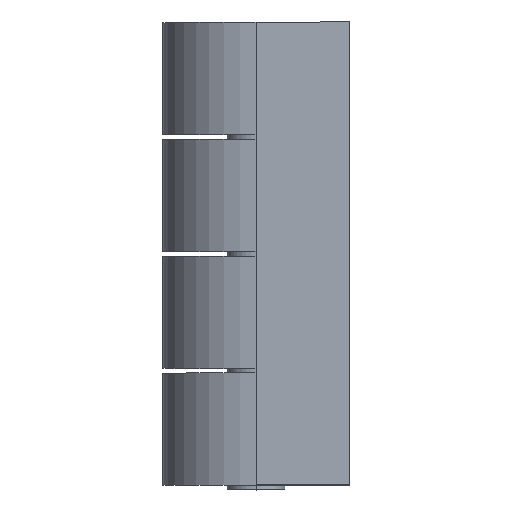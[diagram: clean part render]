
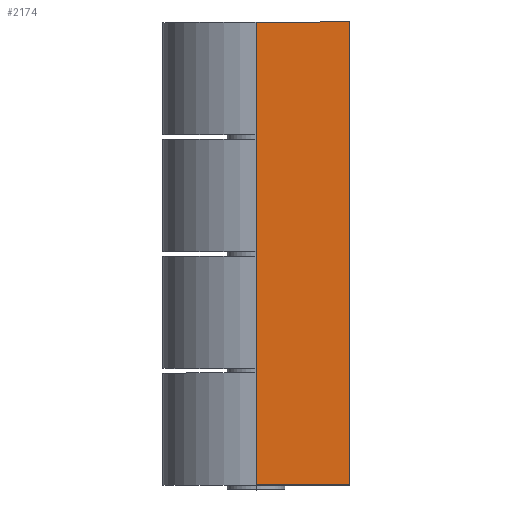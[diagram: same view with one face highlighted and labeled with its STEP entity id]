
A CAD part, top view. The second image highlights one B-rep face of the part: STEP entity #2174.
In plain terms, the highlighted planar face has unit normal (0, 0, 1).
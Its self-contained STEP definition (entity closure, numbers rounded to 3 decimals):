
#40 = EDGE_LOOP ( 'NONE', ( #1648, #1214, #2399, #564 ) ) ;
#76 = VECTOR ( 'NONE', #1823, 1000. ) ;
#95 = VERTEX_POINT ( 'NONE', #2809 ) ;
#98 = DIRECTION ( 'NONE',  ( 0., 1., 0. ) ) ;
#147 = DIRECTION ( 'NONE',  ( 0., -1., 0. ) ) ;
#199 = FACE_OUTER_BOUND ( 'NONE', #40, .T. ) ;
#326 = LINE ( 'NONE', #1168, #1336 ) ;
#334 = VERTEX_POINT ( 'NONE', #1277 ) ;
#564 = ORIENTED_EDGE ( 'NONE', *, *, #1329, .F. ) ;
#739 = DIRECTION ( 'NONE',  ( 1., 0., 0. ) ) ;
#821 = DIRECTION ( 'NONE',  ( 0., 0., -1. ) ) ;
#887 = CARTESIAN_POINT ( 'NONE',  ( -0.002, 10., 35.5 ) ) ;
#1168 = CARTESIAN_POINT ( 'NONE',  ( 0., 34.75, 35.5 ) ) ;
#1214 = ORIENTED_EDGE ( 'NONE', *, *, #1528, .T. ) ;
#1236 = EDGE_CURVE ( 'NONE', #334, #1793, #326, .T. ) ;
#1277 = CARTESIAN_POINT ( 'NONE',  ( 0., 10., 35.5 ) ) ;
#1329 = EDGE_CURVE ( 'NONE', #1793, #2551, #2712, .T. ) ;
#1336 = VECTOR ( 'NONE', #98, 1000. ) ;
#1486 = AXIS2_PLACEMENT_3D ( 'NONE', #2373, #821, #147 ) ;
#1528 = EDGE_CURVE ( 'NONE', #334, #95, #1954, .T. ) ;
#1576 = CARTESIAN_POINT ( 'NONE',  ( 0., 59.5, 35.5 ) ) ;
#1648 = ORIENTED_EDGE ( 'NONE', *, *, #1236, .F. ) ;
#1793 = VERTEX_POINT ( 'NONE', #1576 ) ;
#1823 = DIRECTION ( 'NONE',  ( 0., 1., 0. ) ) ;
#1879 = EDGE_CURVE ( 'NONE', #95, #2551, #2111, .T. ) ;
#1907 = DIRECTION ( 'NONE',  ( 1., 0., 0. ) ) ;
#1954 = LINE ( 'NONE', #887, #2397 ) ;
#2111 = LINE ( 'NONE', #2725, #76 ) ;
#2174 = ADVANCED_FACE ( 'NONE', ( #199 ), #2357, .F. ) ;
#2357 = PLANE ( 'NONE',  #1486 ) ;
#2373 = CARTESIAN_POINT ( 'NONE',  ( 10.2, 60.49, 35.5 ) ) ;
#2397 = VECTOR ( 'NONE', #1907, 1000. ) ;
#2399 = ORIENTED_EDGE ( 'NONE', *, *, #1879, .T. ) ;
#2488 = CARTESIAN_POINT ( 'NONE',  ( 10., 59.5, 35.5 ) ) ;
#2496 = CARTESIAN_POINT ( 'NONE',  ( 5., 59.5, 35.5 ) ) ;
#2551 = VERTEX_POINT ( 'NONE', #2488 ) ;
#2568 = VECTOR ( 'NONE', #739, 1000. ) ;
#2712 = LINE ( 'NONE', #2496, #2568 ) ;
#2725 = CARTESIAN_POINT ( 'NONE',  ( 10., 34.75, 35.5 ) ) ;
#2809 = CARTESIAN_POINT ( 'NONE',  ( 10., 10., 35.5 ) ) ;
